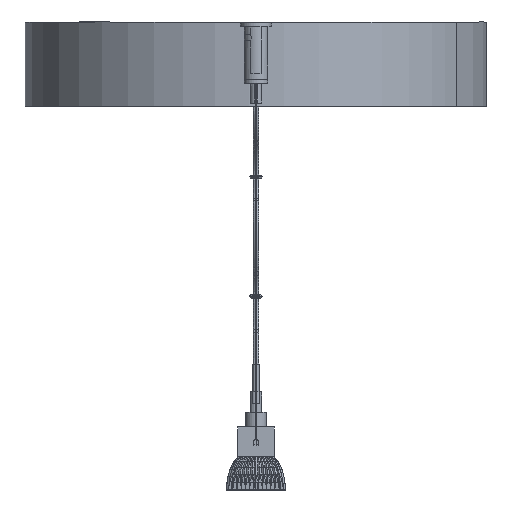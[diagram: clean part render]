
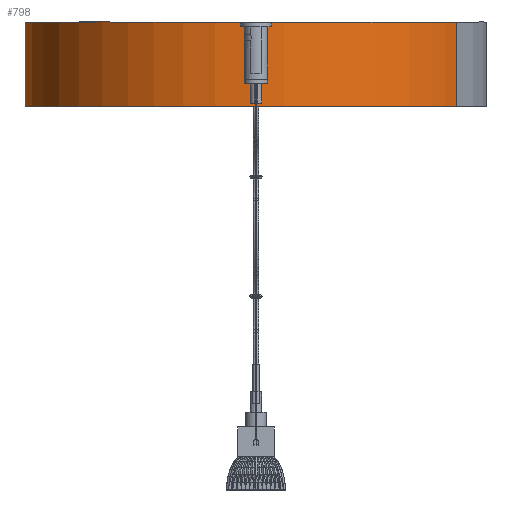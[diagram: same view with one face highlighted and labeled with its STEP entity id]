
A CAD part, front view. The second image highlights one B-rep face of the part: STEP entity #798.
In plain terms, the highlighted cylindrical face has radius 117.925 mm (diameter 235.849 mm), a partial arc.
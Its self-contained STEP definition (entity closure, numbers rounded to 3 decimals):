
#798=ADVANCED_FACE('',(#1669),#14062,.T.);
#1669=FACE_OUTER_BOUND('',#2546,.T.);
#2546=EDGE_LOOP('',(#3620,#3621,#3622,#3623));
#3620=ORIENTED_EDGE('',*,*,#8088,.T.);
#3621=ORIENTED_EDGE('',*,*,#8078,.F.);
#3622=ORIENTED_EDGE('',*,*,#8077,.F.);
#3623=ORIENTED_EDGE('',*,*,#8076,.T.);
#8076=EDGE_CURVE('',#12606,#12614,#12294,.T.);
#8077=EDGE_CURVE('',#12606,#12607,#12295,.T.);
#8078=EDGE_CURVE('',#12607,#12615,#12296,.T.);
#8088=EDGE_CURVE('',#12614,#12615,#12302,.T.);
#12294=(
BOUNDED_CURVE()
B_SPLINE_CURVE(2,(#16658,#16659,#16660,#16661,#16662),.UNSPECIFIED.,.F.,
 .F.)
B_SPLINE_CURVE_WITH_KNOTS((3,2,3),(0.,185.236,370.472),
 .UNSPECIFIED.)
CURVE()
GEOMETRIC_REPRESENTATION_ITEM()
RATIONAL_B_SPLINE_CURVE((1.,0.707,1.,0.707,1.))
REPRESENTATION_ITEM('')
);
#12295=(
BOUNDED_CURVE()
B_SPLINE_CURVE(1,(#16663,#16664),.UNSPECIFIED.,.F.,.F.)
B_SPLINE_CURVE_WITH_KNOTS((2,2),(0.,43.),.UNSPECIFIED.)
CURVE()
GEOMETRIC_REPRESENTATION_ITEM()
RATIONAL_B_SPLINE_CURVE((1.,1.))
REPRESENTATION_ITEM('')
);
#12296=(
BOUNDED_CURVE()
B_SPLINE_CURVE(2,(#16665,#16666,#16667,#16668,#16669),.UNSPECIFIED.,.F.,
 .F.)
B_SPLINE_CURVE_WITH_KNOTS((3,2,3),(0.,185.236,370.472),
 .UNSPECIFIED.)
CURVE()
GEOMETRIC_REPRESENTATION_ITEM()
RATIONAL_B_SPLINE_CURVE((1.,0.707,1.,0.707,1.))
REPRESENTATION_ITEM('')
);
#12302=(
BOUNDED_CURVE()
B_SPLINE_CURVE(1,(#16729,#16730),.UNSPECIFIED.,.F.,.F.)
B_SPLINE_CURVE_WITH_KNOTS((2,2),(0.,43.),.UNSPECIFIED.)
CURVE()
GEOMETRIC_REPRESENTATION_ITEM()
RATIONAL_B_SPLINE_CURVE((1.,1.))
REPRESENTATION_ITEM('')
);
#12606=VERTEX_POINT('',#16644);
#12607=VERTEX_POINT('',#16645);
#12614=VERTEX_POINT('',#16652);
#12615=VERTEX_POINT('',#16653);
#14062=CYLINDRICAL_SURFACE('',#14507,117.925);
#14507=AXIS2_PLACEMENT_3D('',#16535,#14834,$);
#14834=DIRECTION('',(0.,0.,1.));
#16535=CARTESIAN_POINT('',(0.,628.,192.65));
#16644=CARTESIAN_POINT('',(-102.126,686.962,171.15));
#16645=CARTESIAN_POINT('',(-102.126,686.962,214.15));
#16652=CARTESIAN_POINT('',(102.126,569.038,171.15));
#16653=CARTESIAN_POINT('',(102.126,569.038,214.15));
#16658=CARTESIAN_POINT('',(-102.126,686.962,171.15));
#16659=CARTESIAN_POINT('',(-161.088,584.837,171.15));
#16660=CARTESIAN_POINT('',(-58.962,525.874,171.15));
#16661=CARTESIAN_POINT('',(43.163,466.912,171.15));
#16662=CARTESIAN_POINT('',(102.126,569.038,171.15));
#16663=CARTESIAN_POINT('',(-102.126,686.962,171.15));
#16664=CARTESIAN_POINT('',(-102.126,686.962,214.15));
#16665=CARTESIAN_POINT('',(-102.126,686.962,214.15));
#16666=CARTESIAN_POINT('',(-161.088,584.837,214.15));
#16667=CARTESIAN_POINT('',(-58.962,525.874,214.15));
#16668=CARTESIAN_POINT('',(43.163,466.912,214.15));
#16669=CARTESIAN_POINT('',(102.126,569.038,214.15));
#16729=CARTESIAN_POINT('',(102.126,569.038,171.15));
#16730=CARTESIAN_POINT('',(102.126,569.038,214.15));
